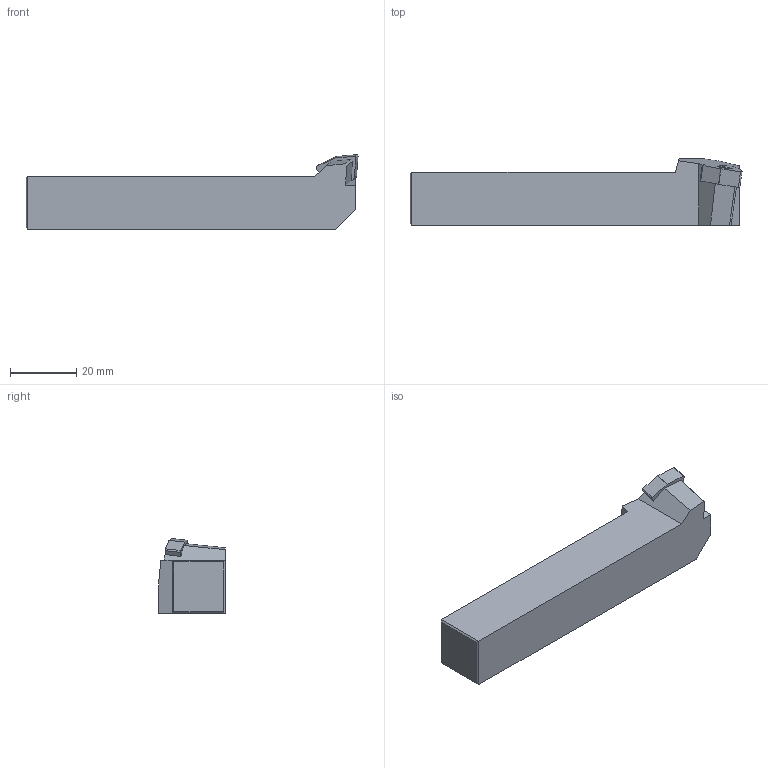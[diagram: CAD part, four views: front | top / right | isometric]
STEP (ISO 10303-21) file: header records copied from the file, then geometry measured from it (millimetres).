
FILE_DESCRIPTION((''),'2;1');
FILE_NAME('309-047-002_QU1_ASM','2017-10-27T',('piechottad'),(''),'CREO PARAMETRIC BY PTC INC, 2016380','CREO PARAMETRIC BY PTC INC, 2016380','');
FILE_SCHEMA(('AUTOMOTIVE_DESIGN { 1 0 10303 214 1 1 1 1 }'));
Length unit declared in the file: millimetre
Products named in the file (3): 309-047-002_NC_QU1; 70543116C; 309-047-002_QU1_ASM
Assembly tree (2 placements, depth 2):
  309-047-002_QU1_ASM
    309-047-002_NC_QU1
    70543116C
Bounding box: 100 x 20 x 22.5 mm (x, y, z)
Volume: 26511.4 mm3; surface area: 7484.6 mm2
Topology: 2 solids, 2 shells, 43 faces, 123 edges, 84 vertices
Faces by surface type: plane 31, cylinder 8, cone 4
Entity records: 2843 total; most frequent: DIRECTION 314, CARTESIAN_POINT 288, ORIENTED_EDGE 218, PRESENTATION_STYLE_ASSIGNMENT 164, STYLED_ITEM 164, CURVE_STYLE 161, PROPERTY_DEFINITION 119, REPRESENTATION 117
